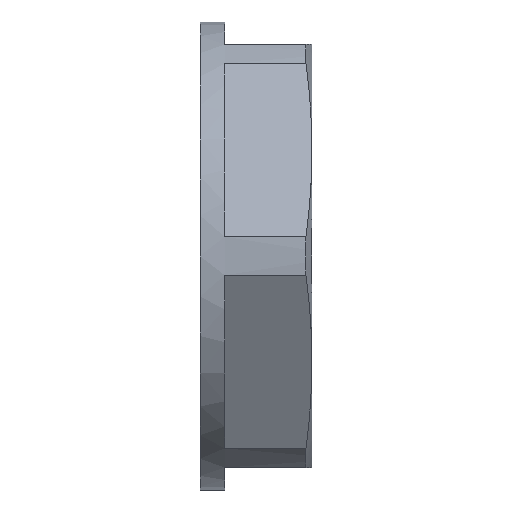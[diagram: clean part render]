
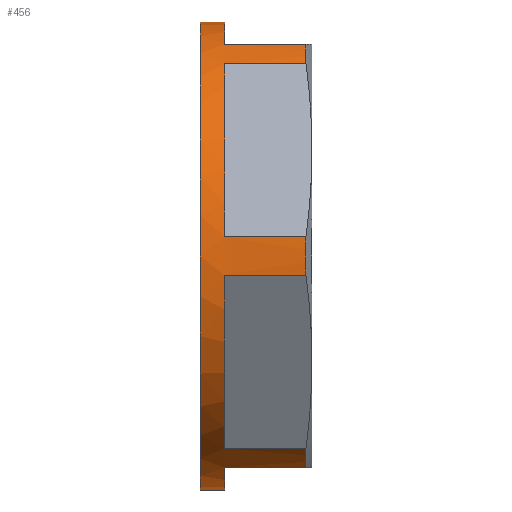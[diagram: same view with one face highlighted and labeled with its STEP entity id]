
A CAD part, left-side view. The second image highlights one B-rep face of the part: STEP entity #456.
In plain terms, the highlighted cylindrical face has radius 10.45 mm (diameter 20.9 mm), a partial arc.
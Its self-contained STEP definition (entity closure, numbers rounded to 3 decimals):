
#3 = AXIS2_PLACEMENT_3D ( 'NONE', #583, #396, #1075 ) ;
#8 = VERTEX_POINT ( 'NONE', #630 ) ;
#48 = CARTESIAN_POINT ( 'NONE',  ( 0., 2.41, 0. ) ) ;
#78 = LINE ( 'NONE', #1521, #246 ) ;
#79 = EDGE_CURVE ( 'NONE', #2139, #1079, #182, .T. ) ;
#106 = AXIS2_PLACEMENT_3D ( 'NONE', #457, #1268, #245 ) ;
#121 = EDGE_CURVE ( 'NONE', #389, #958, #1684, .T. ) ;
#123 = DIRECTION ( 'NONE',  ( 0., 0., -1. ) ) ;
#140 = CARTESIAN_POINT ( 'NONE',  ( 0., 2.41, 10.45 ) ) ;
#148 = EDGE_CURVE ( 'NONE', #2139, #2211, #812, .T. ) ;
#165 = DIRECTION ( 'NONE',  ( 0., -1., 0. ) ) ;
#182 = CIRCLE ( 'NONE', #295, 10.45 ) ;
#214 = VERTEX_POINT ( 'NONE', #1425 ) ;
#221 = DIRECTION ( 'NONE',  ( 0., 1., 0. ) ) ;
#226 = VERTEX_POINT ( 'NONE', #1411 ) ;
#245 = DIRECTION ( 'NONE',  ( 0., 0., -1. ) ) ;
#246 = VECTOR ( 'NONE', #2025, 1000. ) ;
#251 = CARTESIAN_POINT ( 'NONE',  ( -10.414, 6.31, -0.862 ) ) ;
#255 = VECTOR ( 'NONE', #452, 1000. ) ;
#257 = ORIENTED_EDGE ( 'NONE', *, *, #79, .T. ) ;
#266 = CARTESIAN_POINT ( 'NONE',  ( -5.953, 2.678, -8.588 ) ) ;
#295 = AXIS2_PLACEMENT_3D ( 'NONE', #328, #317, #2155 ) ;
#308 = ORIENTED_EDGE ( 'NONE', *, *, #430, .T. ) ;
#317 = DIRECTION ( 'NONE',  ( 0., -1., 0. ) ) ;
#323 = LINE ( 'NONE', #673, #573 ) ;
#328 = CARTESIAN_POINT ( 'NONE',  ( 0., 7.41, 0. ) ) ;
#330 = AXIS2_PLACEMENT_3D ( 'NONE', #1749, #221, #1557 ) ;
#356 = VECTOR ( 'NONE', #165, 1000. ) ;
#362 = EDGE_CURVE ( 'NONE', #8, #575, #545, .T. ) ;
#389 = VERTEX_POINT ( 'NONE', #1547 ) ;
#396 = DIRECTION ( 'NONE',  ( 0., 1., 0. ) ) ;
#419 = ORIENTED_EDGE ( 'NONE', *, *, #497, .T. ) ;
#430 = EDGE_CURVE ( 'NONE', #1066, #958, #1826, .T. ) ;
#446 = CARTESIAN_POINT ( 'NONE',  ( 0., 6.31, 0. ) ) ;
#452 = DIRECTION ( 'NONE',  ( 0., -1., 0. ) ) ;
#456 = ADVANCED_FACE ( 'NONE', ( #1579 ), #1043, .T. ) ;
#457 = CARTESIAN_POINT ( 'NONE',  ( 0., 6.31, 0. ) ) ;
#471 = DIRECTION ( 'NONE',  ( 0., -1., 0. ) ) ;
#497 = EDGE_CURVE ( 'NONE', #214, #1090, #752, .T. ) ;
#528 = EDGE_CURVE ( 'NONE', #632, #1417, #2039, .T. ) ;
#541 = EDGE_CURVE ( 'NONE', #214, #389, #1071, .T. ) ;
#545 = CIRCLE ( 'NONE', #3, 10.45 ) ;
#546 = CARTESIAN_POINT ( 'NONE',  ( 0., 6.31, -10.45 ) ) ;
#554 = ORIENTED_EDGE ( 'NONE', *, *, #541, .F. ) ;
#564 = ORIENTED_EDGE ( 'NONE', *, *, #1787, .T. ) ;
#571 = CARTESIAN_POINT ( 'NONE',  ( 0., 6.31, 10.45 ) ) ;
#573 = VECTOR ( 'NONE', #684, 1000. ) ;
#575 = VERTEX_POINT ( 'NONE', #266 ) ;
#583 = CARTESIAN_POINT ( 'NONE',  ( 0., 2.678, 0. ) ) ;
#590 = CARTESIAN_POINT ( 'NONE',  ( -10.414, 2.678, -0.862 ) ) ;
#592 = DIRECTION ( 'NONE',  ( 0., 0., -1. ) ) ;
#600 = DIRECTION ( 'NONE',  ( 0., -1., 0. ) ) ;
#611 = CARTESIAN_POINT ( 'NONE',  ( 0., 2.678, 0. ) ) ;
#619 = CARTESIAN_POINT ( 'NONE',  ( 0., 6.31, 0. ) ) ;
#620 = DIRECTION ( 'NONE',  ( 0., 0., 1. ) ) ;
#623 = DIRECTION ( 'NONE',  ( 0., 0., -1. ) ) ;
#630 = CARTESIAN_POINT ( 'NONE',  ( -4.461, 2.678, -9.45 ) ) ;
#632 = VERTEX_POINT ( 'NONE', #1959 ) ;
#633 = CARTESIAN_POINT ( 'NONE',  ( -5.953, 34.488, 8.588 ) ) ;
#666 = EDGE_CURVE ( 'NONE', #1079, #1417, #323, .T. ) ;
#673 = CARTESIAN_POINT ( 'NONE',  ( 0., 2.41, -10.45 ) ) ;
#684 = DIRECTION ( 'NONE',  ( 0., -1., 0. ) ) ;
#734 = ORIENTED_EDGE ( 'NONE', *, *, #121, .F. ) ;
#739 = CIRCLE ( 'NONE', #1311, 10.45 ) ;
#752 = LINE ( 'NONE', #633, #783 ) ;
#783 = VECTOR ( 'NONE', #1623, 1000. ) ;
#801 = ORIENTED_EDGE ( 'NONE', *, *, #1020, .T. ) ;
#808 = CARTESIAN_POINT ( 'NONE',  ( 0., 7.41, 10.45 ) ) ;
#812 = LINE ( 'NONE', #140, #999 ) ;
#847 = CARTESIAN_POINT ( 'NONE',  ( -4.461, 34.488, -9.45 ) ) ;
#849 = CARTESIAN_POINT ( 'NONE',  ( -5.953, 6.31, -8.588 ) ) ;
#875 = ORIENTED_EDGE ( 'NONE', *, *, #148, .F. ) ;
#918 = VECTOR ( 'NONE', #600, 1000. ) ;
#919 = CARTESIAN_POINT ( 'NONE',  ( 0., 6.31, 0. ) ) ;
#958 = VERTEX_POINT ( 'NONE', #1465 ) ;
#981 = ORIENTED_EDGE ( 'NONE', *, *, #1156, .F. ) ;
#999 = VECTOR ( 'NONE', #1304, 1000. ) ;
#1020 = EDGE_CURVE ( 'NONE', #1090, #1615, #1110, .T. ) ;
#1043 = CYLINDRICAL_SURFACE ( 'NONE', #1753, 10.45 ) ;
#1054 = ORIENTED_EDGE ( 'NONE', *, *, #2198, .F. ) ;
#1056 = VERTEX_POINT ( 'NONE', #251 ) ;
#1066 = VERTEX_POINT ( 'NONE', #590 ) ;
#1071 = CIRCLE ( 'NONE', #106, 10.45 ) ;
#1075 = DIRECTION ( 'NONE',  ( 0., 0., 1. ) ) ;
#1076 = DIRECTION ( 'NONE',  ( 0., -1., 0. ) ) ;
#1079 = VERTEX_POINT ( 'NONE', #1732 ) ;
#1090 = VERTEX_POINT ( 'NONE', #1422 ) ;
#1099 = DIRECTION ( 'NONE',  ( 0., 0., -1. ) ) ;
#1110 = CIRCLE ( 'NONE', #1324, 10.45 ) ;
#1129 = CARTESIAN_POINT ( 'NONE',  ( -4.461, 34.488, 9.45 ) ) ;
#1141 = DIRECTION ( 'NONE',  ( 0., -1., 0. ) ) ;
#1156 = EDGE_CURVE ( 'NONE', #2211, #226, #2186, .T. ) ;
#1176 = AXIS2_PLACEMENT_3D ( 'NONE', #919, #471, #623 ) ;
#1200 = ORIENTED_EDGE ( 'NONE', *, *, #528, .F. ) ;
#1268 = DIRECTION ( 'NONE',  ( 0., -1., 0. ) ) ;
#1304 = DIRECTION ( 'NONE',  ( 0., -1., 0. ) ) ;
#1311 = AXIS2_PLACEMENT_3D ( 'NONE', #446, #1076, #1099 ) ;
#1324 = AXIS2_PLACEMENT_3D ( 'NONE', #611, #1991, #620 ) ;
#1355 = ORIENTED_EDGE ( 'NONE', *, *, #666, .T. ) ;
#1401 = VERTEX_POINT ( 'NONE', #849 ) ;
#1411 = CARTESIAN_POINT ( 'NONE',  ( -4.461, 6.31, 9.45 ) ) ;
#1417 = VERTEX_POINT ( 'NONE', #546 ) ;
#1422 = CARTESIAN_POINT ( 'NONE',  ( -5.953, 2.678, 8.588 ) ) ;
#1425 = CARTESIAN_POINT ( 'NONE',  ( -5.953, 6.31, 8.588 ) ) ;
#1428 = EDGE_LOOP ( 'NONE', ( #875, #257, #1355, #1200, #2109, #1805, #2100, #1054, #564, #308, #734, #554, #419, #801, #1908, #981 ) ) ;
#1465 = CARTESIAN_POINT ( 'NONE',  ( -10.414, 2.678, 0.862 ) ) ;
#1475 = DIRECTION ( 'NONE',  ( 0., -1., 0. ) ) ;
#1506 = AXIS2_PLACEMENT_3D ( 'NONE', #619, #1475, #123 ) ;
#1521 = CARTESIAN_POINT ( 'NONE',  ( -5.953, 34.488, -8.588 ) ) ;
#1547 = CARTESIAN_POINT ( 'NONE',  ( -10.414, 6.31, 0.862 ) ) ;
#1557 = DIRECTION ( 'NONE',  ( 0., 0., 1. ) ) ;
#1561 = VECTOR ( 'NONE', #1141, 1000. ) ;
#1579 = FACE_OUTER_BOUND ( 'NONE', #1428, .T. ) ;
#1589 = LINE ( 'NONE', #2124, #918 ) ;
#1615 = VERTEX_POINT ( 'NONE', #1723 ) ;
#1623 = DIRECTION ( 'NONE',  ( 0., -1., 0. ) ) ;
#1684 = LINE ( 'NONE', #2166, #255 ) ;
#1697 = LINE ( 'NONE', #847, #356 ) ;
#1709 = LINE ( 'NONE', #1129, #1561 ) ;
#1723 = CARTESIAN_POINT ( 'NONE',  ( -4.461, 2.678, 9.45 ) ) ;
#1732 = CARTESIAN_POINT ( 'NONE',  ( 0., 7.41, -10.45 ) ) ;
#1749 = CARTESIAN_POINT ( 'NONE',  ( 0., 2.678, 0. ) ) ;
#1753 = AXIS2_PLACEMENT_3D ( 'NONE', #48, #1905, #592 ) ;
#1787 = EDGE_CURVE ( 'NONE', #1056, #1066, #1589, .T. ) ;
#1805 = ORIENTED_EDGE ( 'NONE', *, *, #362, .T. ) ;
#1826 = CIRCLE ( 'NONE', #330, 10.45 ) ;
#1905 = DIRECTION ( 'NONE',  ( 0., -1., 0. ) ) ;
#1908 = ORIENTED_EDGE ( 'NONE', *, *, #2116, .F. ) ;
#1941 = EDGE_CURVE ( 'NONE', #1401, #575, #78, .T. ) ;
#1959 = CARTESIAN_POINT ( 'NONE',  ( -4.461, 6.31, -9.45 ) ) ;
#1991 = DIRECTION ( 'NONE',  ( 0., 1., 0. ) ) ;
#2025 = DIRECTION ( 'NONE',  ( 0., -1., 0. ) ) ;
#2035 = EDGE_CURVE ( 'NONE', #632, #8, #1697, .T. ) ;
#2039 = CIRCLE ( 'NONE', #1176, 10.45 ) ;
#2100 = ORIENTED_EDGE ( 'NONE', *, *, #1941, .F. ) ;
#2109 = ORIENTED_EDGE ( 'NONE', *, *, #2035, .T. ) ;
#2116 = EDGE_CURVE ( 'NONE', #226, #1615, #1709, .T. ) ;
#2124 = CARTESIAN_POINT ( 'NONE',  ( -10.414, 34.488, -0.862 ) ) ;
#2139 = VERTEX_POINT ( 'NONE', #808 ) ;
#2155 = DIRECTION ( 'NONE',  ( 0., 0., -1. ) ) ;
#2166 = CARTESIAN_POINT ( 'NONE',  ( -10.414, 34.488, 0.862 ) ) ;
#2186 = CIRCLE ( 'NONE', #1506, 10.45 ) ;
#2198 = EDGE_CURVE ( 'NONE', #1056, #1401, #739, .T. ) ;
#2211 = VERTEX_POINT ( 'NONE', #571 ) ;
